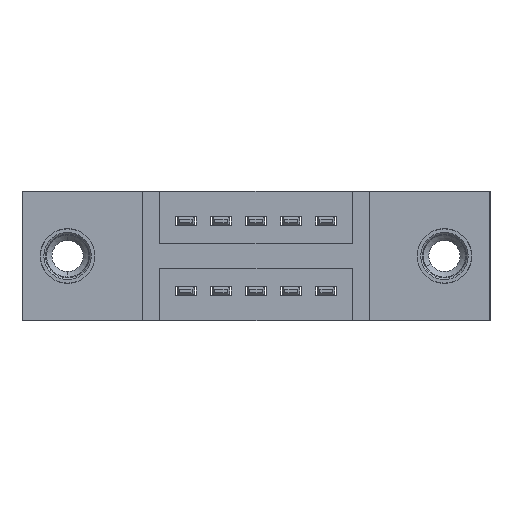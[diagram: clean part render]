
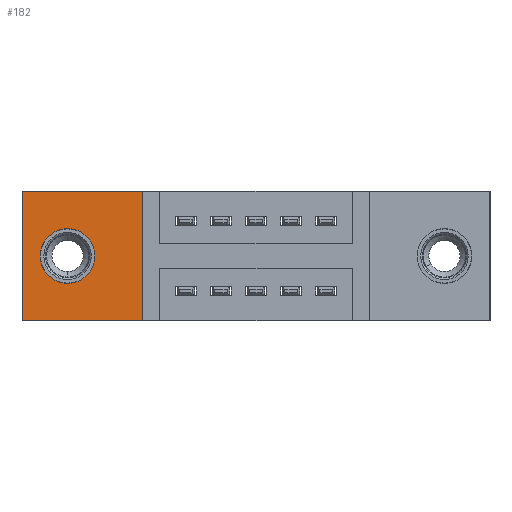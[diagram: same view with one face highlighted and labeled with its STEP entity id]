
A CAD part, front view. The second image highlights one B-rep face of the part: STEP entity #182.
In plain terms, the highlighted planar face has unit normal (0, -1, 0).
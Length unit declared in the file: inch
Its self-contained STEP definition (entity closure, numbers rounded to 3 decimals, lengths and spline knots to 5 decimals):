
#31 = VERTEX_POINT ( 'NONE', #6857 ) ;
#33 = ORIENTED_EDGE ( 'NONE', *, *, #6247, .F. ) ;
#182 = ADVANCED_FACE ( 'NONE', ( #3957, #9918 ), #6172, .T. ) ;
#393 = CARTESIAN_POINT ( 'NONE',  ( 0., 0.11, 0. ) ) ;
#428 = DIRECTION ( 'NONE',  ( -1., 0., 0. ) ) ;
#661 = EDGE_LOOP ( 'NONE', ( #1423, #9718, #6878, #6147 ) ) ;
#718 = DIRECTION ( 'NONE',  ( 0., 0., 1. ) ) ;
#815 = LINE ( 'NONE', #6258, #7153 ) ;
#1154 = EDGE_CURVE ( 'NONE', #4418, #31, #3050, .T. ) ;
#1199 = AXIS2_PLACEMENT_3D ( 'NONE', #9866, #3684, #5229 ) ;
#1423 = ORIENTED_EDGE ( 'NONE', *, *, #6303, .T. ) ;
#1711 = VECTOR ( 'NONE', #428, 39.37008 ) ;
#1819 = VECTOR ( 'NONE', #3008, 39.37008 ) ;
#2344 = DIRECTION ( 'NONE',  ( 0., 0., -1. ) ) ;
#2396 = VERTEX_POINT ( 'NONE', #6798 ) ;
#2450 = VERTEX_POINT ( 'NONE', #5946 ) ;
#2492 = DIRECTION ( 'NONE',  ( 0., 0., -1. ) ) ;
#2999 = EDGE_CURVE ( 'NONE', #31, #2396, #815, .T. ) ;
#3008 = DIRECTION ( 'NONE',  ( 1., 0., 0. ) ) ;
#3050 = LINE ( 'NONE', #4457, #1819 ) ;
#3684 = DIRECTION ( 'NONE',  ( 0., -1., 0. ) ) ;
#3957 = FACE_BOUND ( 'NONE', #7117, .T. ) ;
#4219 = VERTEX_POINT ( 'NONE', #8765 ) ;
#4281 = LINE ( 'NONE', #393, #1711 ) ;
#4418 = VERTEX_POINT ( 'NONE', #4782 ) ;
#4457 = CARTESIAN_POINT ( 'NONE',  ( 0., 0.11, -0.37 ) ) ;
#4670 = EDGE_CURVE ( 'NONE', #6024, #2450, #9549, .T. ) ;
#4782 = CARTESIAN_POINT ( 'NONE',  ( 0., 0.11, -0.37 ) ) ;
#5229 = DIRECTION ( 'NONE',  ( 0., 0., -1. ) ) ;
#5529 = DIRECTION ( 'NONE',  ( 0., -1., 0. ) ) ;
#5922 = CARTESIAN_POINT ( 'NONE',  ( 0.13, 0.11, -0.185 ) ) ;
#5946 = CARTESIAN_POINT ( 'NONE',  ( 0.13, 0.11, -0.107 ) ) ;
#6024 = VERTEX_POINT ( 'NONE', #9577 ) ;
#6051 = EDGE_CURVE ( 'NONE', #2396, #4219, #4281, .T. ) ;
#6147 = ORIENTED_EDGE ( 'NONE', *, *, #6051, .T. ) ;
#6172 = PLANE ( 'NONE',  #9945 ) ;
#6247 = EDGE_CURVE ( 'NONE', #2450, #6024, #7343, .T. ) ;
#6258 = CARTESIAN_POINT ( 'NONE',  ( 0.3425, 0.11, 0. ) ) ;
#6303 = EDGE_CURVE ( 'NONE', #4219, #4418, #8911, .T. ) ;
#6798 = CARTESIAN_POINT ( 'NONE',  ( 0.3425, 0.11, 0. ) ) ;
#6857 = CARTESIAN_POINT ( 'NONE',  ( 0.3425, 0.11, -0.37 ) ) ;
#6878 = ORIENTED_EDGE ( 'NONE', *, *, #2999, .T. ) ;
#7117 = EDGE_LOOP ( 'NONE', ( #33, #8224 ) ) ;
#7153 = VECTOR ( 'NONE', #718, 39.37008 ) ;
#7159 = CARTESIAN_POINT ( 'NONE',  ( 0., 0.11, 0. ) ) ;
#7343 = CIRCLE ( 'NONE', #8635, 0.078 ) ;
#7481 = DIRECTION ( 'NONE',  ( 0., -1., 0. ) ) ;
#8224 = ORIENTED_EDGE ( 'NONE', *, *, #4670, .F. ) ;
#8635 = AXIS2_PLACEMENT_3D ( 'NONE', #5922, #7481, #9036 ) ;
#8765 = CARTESIAN_POINT ( 'NONE',  ( 0., 0.11, 0. ) ) ;
#8911 = LINE ( 'NONE', #7159, #9265 ) ;
#9036 = DIRECTION ( 'NONE',  ( 0., 0., -1. ) ) ;
#9265 = VECTOR ( 'NONE', #2492, 39.37008 ) ;
#9549 = CIRCLE ( 'NONE', #1199, 0.078 ) ;
#9577 = CARTESIAN_POINT ( 'NONE',  ( 0.13, 0.11, -0.263 ) ) ;
#9718 = ORIENTED_EDGE ( 'NONE', *, *, #1154, .T. ) ;
#9866 = CARTESIAN_POINT ( 'NONE',  ( 0.13, 0.11, -0.185 ) ) ;
#9918 = FACE_OUTER_BOUND ( 'NONE', #661, .T. ) ;
#9945 = AXIS2_PLACEMENT_3D ( 'NONE', #10050, #5529, #2344 ) ;
#10050 = CARTESIAN_POINT ( 'NONE',  ( 0., 0.11, -0.37 ) ) ;
